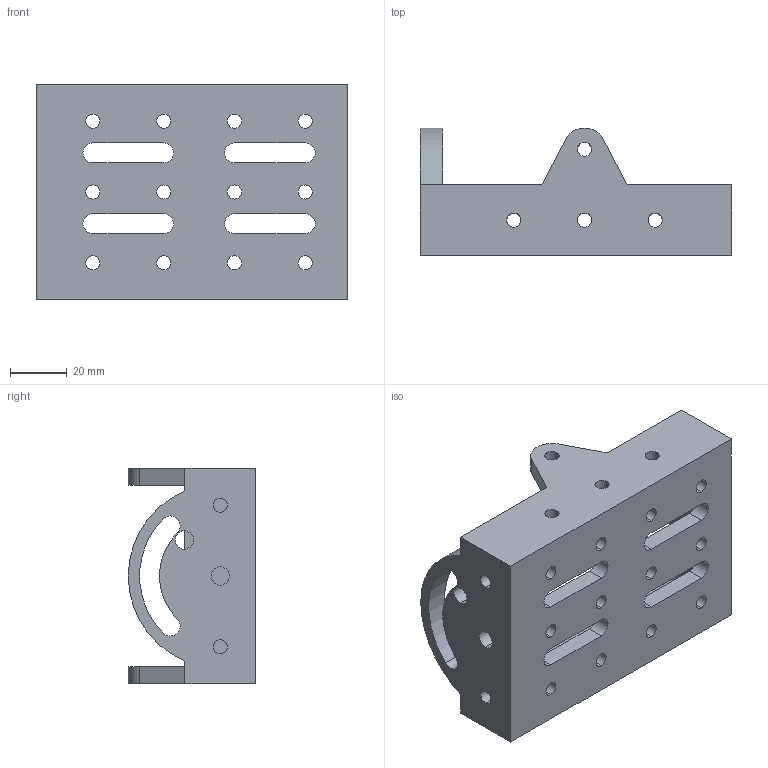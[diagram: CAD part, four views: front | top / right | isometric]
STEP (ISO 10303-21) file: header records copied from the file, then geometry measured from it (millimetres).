
FILE_DESCRIPTION (( 'STEP AP203' ), '1' );
FILE_NAME ('PHCR-3.STEP', '2022-07-20T01:04:40', ( '' ), ( '' ), 'SwSTEP 2.0', 'SolidWorks 2021', '' );
FILE_SCHEMA (( 'CONFIG_CONTROL_DESIGN' ));
Length unit declared in the file: millimetre
Products named in the file (1): PHCR-3
Bounding box: 110 x 45 x 76 mm (x, y, z)
Surface area: 37414.9 mm2 (no closed solid volume)
Topology: 0 solids, 5 shells, 118 faces, 586 edges, 470 vertices
Faces by surface type: cylinder 72, plane 46
Entity records: 6085 total; most frequent: CARTESIAN_POINT 1175, DIRECTION 968, ORIENTED_EDGE 894, EDGE_CURVE 586, VERTEX_POINT 470, VECTOR 442, LINE 442, AXIS2_PLACEMENT_3D 263
